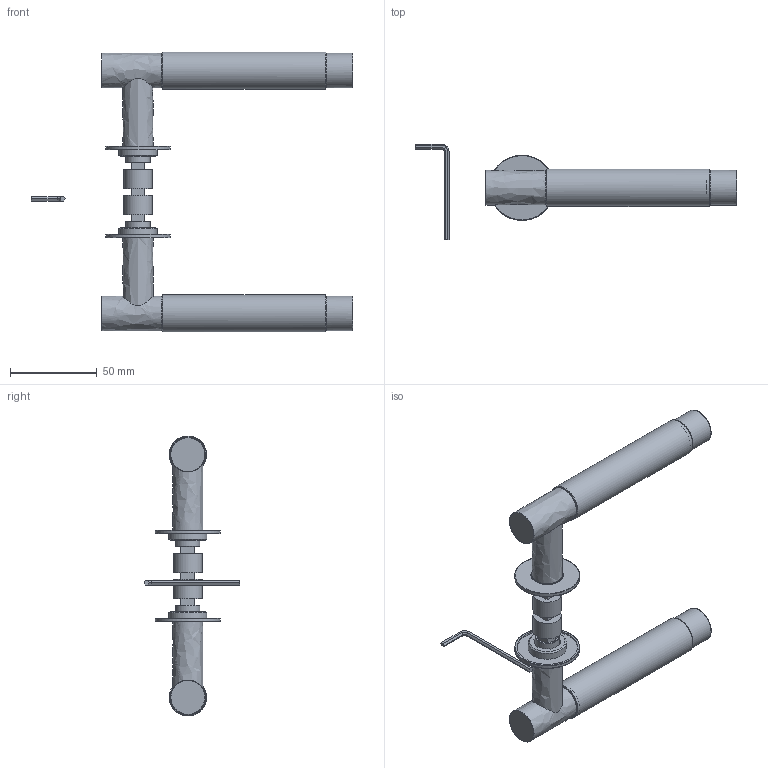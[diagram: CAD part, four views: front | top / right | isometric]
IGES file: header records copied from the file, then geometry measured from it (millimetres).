
Global section: file name: P6045; native system: Autodesk Inventor 2018; preprocessor: unknown; author: M.GIBBS; date: 20190415.083620; units: millimetre
Bounding box: 185.59 x 55.44 x 161.71 mm (x, y, z)
Volume: 113968.8 mm3; surface area: 61854.6 mm2
Topology: 24 solids, 24 shells, 440 faces, 1180 edges, 818 vertices
Faces by surface type: bspline 440
